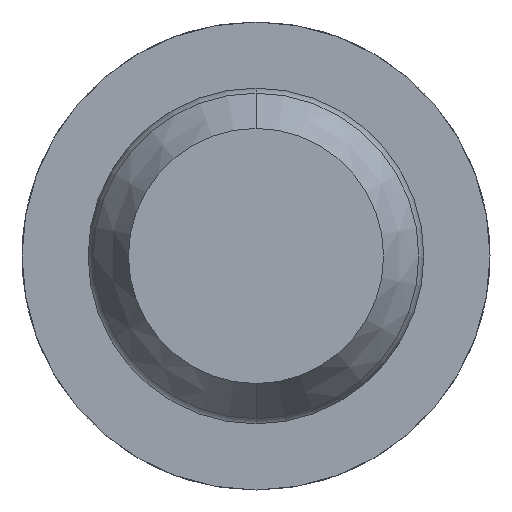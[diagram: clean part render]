
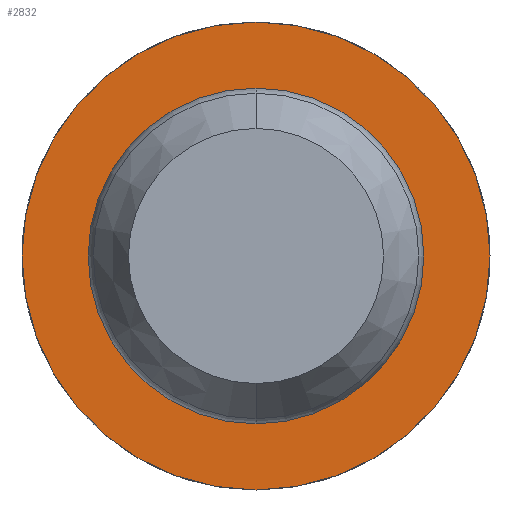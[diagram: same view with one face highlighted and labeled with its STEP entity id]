
A CAD part, front view. The second image highlights one B-rep face of the part: STEP entity #2832.
In plain terms, the highlighted planar face has unit normal (0, -1, 0).
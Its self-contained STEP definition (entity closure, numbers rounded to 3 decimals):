
#89 = DIRECTION ( 'NONE',  ( 0., 0., 1. ) ) ;
#194 = CIRCLE ( 'NONE', #226, 1.15 ) ;
#226 = AXIS2_PLACEMENT_3D ( 'NONE', #2140, #1029, #3679 ) ;
#233 = VERTEX_POINT ( 'NONE', #2790 ) ;
#372 = ORIENTED_EDGE ( 'NONE', *, *, #2815, .F. ) ;
#460 = DIRECTION ( 'NONE',  ( 0., 1., 0. ) ) ;
#653 = VERTEX_POINT ( 'NONE', #2322 ) ;
#798 = CIRCLE ( 'NONE', #1720, 0.825 ) ;
#931 = FACE_BOUND ( 'NONE', #2520, .T. ) ;
#993 = ORIENTED_EDGE ( 'NONE', *, *, #2585, .T. ) ;
#1029 = DIRECTION ( 'NONE',  ( 0., 1., 0. ) ) ;
#1146 = DIRECTION ( 'NONE',  ( 0., 1., 0. ) ) ;
#1240 = CARTESIAN_POINT ( 'NONE',  ( 0., -10., 0. ) ) ;
#1546 = DIRECTION ( 'NONE',  ( 0., 1., 0. ) ) ;
#1547 = EDGE_LOOP ( 'NONE', ( #372, #1995 ) ) ;
#1614 = CARTESIAN_POINT ( 'NONE',  ( 0., -10., 0. ) ) ;
#1720 = AXIS2_PLACEMENT_3D ( 'NONE', #1614, #460, #89 ) ;
#1995 = ORIENTED_EDGE ( 'NONE', *, *, #2201, .F. ) ;
#2140 = CARTESIAN_POINT ( 'NONE',  ( 0., -10., 0. ) ) ;
#2201 = EDGE_CURVE ( 'Defeature ausgef�hrt2_4+Defeature ausgef�hrt2_7+Defeature ausgef�hrt2_7+Defeature ausgef�hrt2_7', #233, #653, #194, .T. ) ;
#2322 = CARTESIAN_POINT ( 'NONE',  ( 0., -10., 1.15 ) ) ;
#2401 = CIRCLE ( 'NONE', #3499, 0.825 ) ;
#2403 = FACE_OUTER_BOUND ( 'NONE', #1547, .T. ) ;
#2520 = EDGE_LOOP ( 'NONE', ( #993, #4430 ) ) ;
#2585 = EDGE_CURVE ( 'Defeature ausgef�hrt2_7+Defeature ausgef�hrt2_8+Defeature ausgef�hrt2_8+Defeature ausgef�hrt2_8', #4816, #4104, #2401, .T. ) ;
#2790 = CARTESIAN_POINT ( 'NONE',  ( 0., -10., -1.15 ) ) ;
#2815 = EDGE_CURVE ( 'Defeature ausgef�hrt2_4+Defeature ausgef�hrt2_7+Defeature ausgef�hrt2_7+Defeature ausgef�hrt2_7', #653, #233, #4695, .T. ) ;
#2832 = ADVANCED_FACE ( 'Defeature ausgef�hrt2_7', ( #2403, #931 ), #4651, .F. ) ;
#2892 = EDGE_CURVE ( 'Defeature ausgef�hrt2_7+Defeature ausgef�hrt2_8+Defeature ausgef�hrt2_8+Defeature ausgef�hrt2_8', #4104, #4816, #798, .T. ) ;
#2904 = AXIS2_PLACEMENT_3D ( 'NONE', #4596, #1146, #4239 ) ;
#3088 = DIRECTION ( 'NONE',  ( 0., 0., 1. ) ) ;
#3499 = AXIS2_PLACEMENT_3D ( 'NONE', #1240, #3916, #4316 ) ;
#3541 = CARTESIAN_POINT ( 'NONE',  ( 0., -10., 0.825 ) ) ;
#3679 = DIRECTION ( 'NONE',  ( 0., 0., 1. ) ) ;
#3916 = DIRECTION ( 'NONE',  ( 0., 1., 0. ) ) ;
#4104 = VERTEX_POINT ( 'NONE', #4237 ) ;
#4237 = CARTESIAN_POINT ( 'NONE',  ( 0., -10., -0.825 ) ) ;
#4239 = DIRECTION ( 'NONE',  ( 0., 0., 1. ) ) ;
#4255 = CARTESIAN_POINT ( 'NONE',  ( 1.15, -10., 0. ) ) ;
#4316 = DIRECTION ( 'NONE',  ( 0., 0., 1. ) ) ;
#4381 = AXIS2_PLACEMENT_3D ( 'NONE', #4255, #1546, #3088 ) ;
#4430 = ORIENTED_EDGE ( 'NONE', *, *, #2892, .T. ) ;
#4596 = CARTESIAN_POINT ( 'NONE',  ( 0., -10., 0. ) ) ;
#4651 = PLANE ( 'NONE',  #4381 ) ;
#4695 = CIRCLE ( 'NONE', #2904, 1.15 ) ;
#4816 = VERTEX_POINT ( 'NONE', #3541 ) ;
